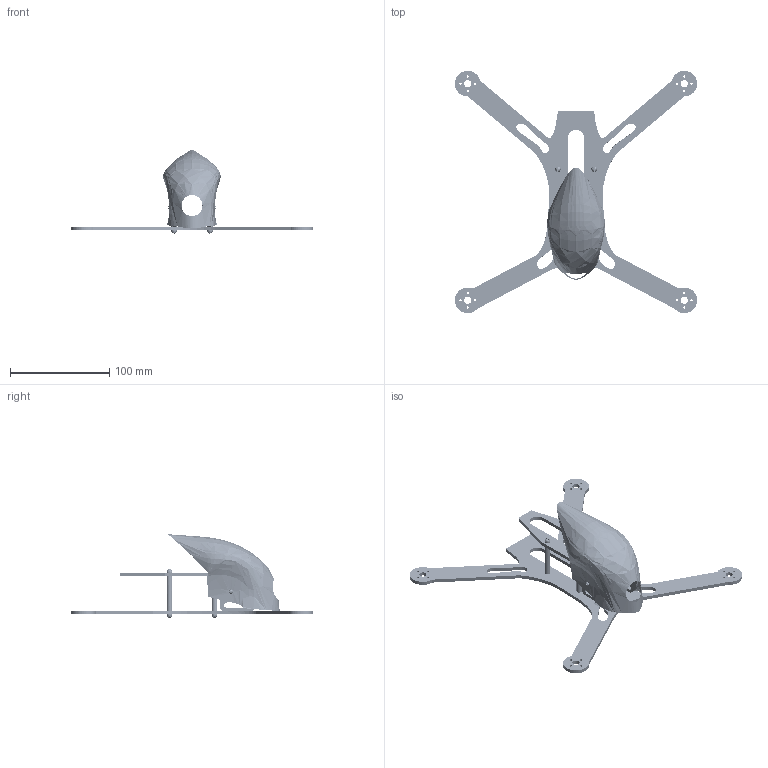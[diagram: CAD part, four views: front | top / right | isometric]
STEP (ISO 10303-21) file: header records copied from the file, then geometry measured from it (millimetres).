
FILE_DESCRIPTION(('FreeCAD Model'),'2;1');
FILE_NAME('Open CASCADE Shape Model','2025-04-26T19:02:57',('FreeCAD'),( 'FreeCAD'),'Open CASCADE STEP processor 7.6','FreeCAD','Unknown');
FILE_SCHEMA(('AUTOMOTIVE_DESIGN { 1 0 10303 214 1 1 1 1 }'));
Products named in the file (1): Open CASCADE STEP translator 7.6 1
Bounding box: 244.57 x 244.56 x 84.47 mm (x, y, z)
Volume: 79488.3 mm3; surface area: 87168.2 mm2
Topology: 21 solids, 21 shells, 1692 faces, 4829 edges, 3197 vertices
Faces by surface type: bspline 1692
Entity records: 138783 total; most frequent: CARTESIAN_POINT 110984, ORIENTED_EDGE 9658, EDGE_CURVE 4829, B_SPLINE_CURVE_WITH_KNOTS 4416, VERTEX_POINT 3197, FACE_BOUND 1824, EDGE_LOOP 1824, ADVANCED_FACE 1692
